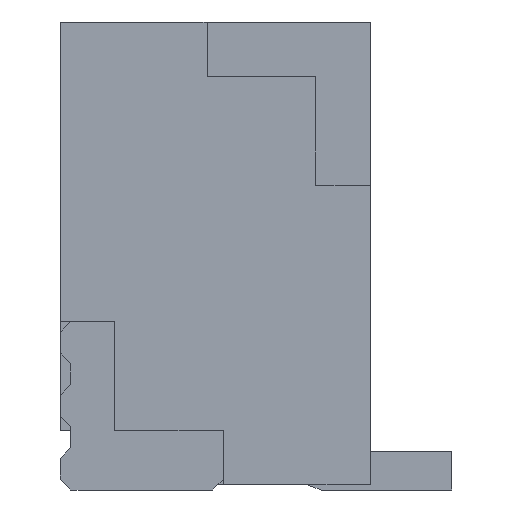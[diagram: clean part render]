
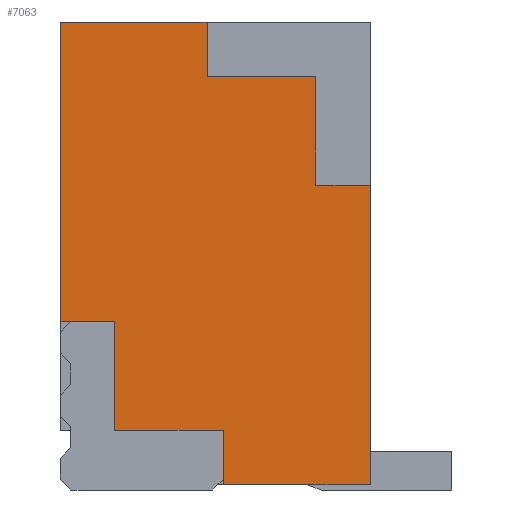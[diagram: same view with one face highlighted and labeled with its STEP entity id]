
A CAD part, left-side view. The second image highlights one B-rep face of the part: STEP entity #7063.
In plain terms, the highlighted planar face has unit normal (-1, 0, 0).
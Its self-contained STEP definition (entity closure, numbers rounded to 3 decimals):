
#246=FACE_OUTER_BOUND('',#622,.T.);
#622=EDGE_LOOP('',(#5478,#5479,#5480,#5481,#5482,#5483,#5484,#5485,#5486,
#5487,#5488,#5489));
#1233=LINE('',#10183,#2204);
#1263=LINE('',#10243,#2234);
#1315=LINE('',#10349,#2286);
#1322=LINE('',#10362,#2293);
#1325=LINE('',#10367,#2296);
#1327=LINE('',#10371,#2298);
#1330=LINE('',#10379,#2301);
#1334=LINE('',#10387,#2305);
#1337=LINE('',#10393,#2308);
#1340=LINE('',#10398,#2311);
#1392=LINE('',#10501,#2363);
#1393=LINE('',#10503,#2364);
#2204=VECTOR('',#8357,2.75);
#2234=VECTOR('',#8403,1.35);
#2286=VECTOR('',#8487,0.5);
#2293=VECTOR('',#8500,0.5);
#2296=VECTOR('',#8505,1.);
#2298=VECTOR('',#8511,1.);
#2301=VECTOR('',#8518,0.5);
#2305=VECTOR('',#8524,1.);
#2308=VECTOR('',#8529,1.);
#2311=VECTOR('',#8534,0.5);
#2363=VECTOR('',#8590,1.35);
#2364=VECTOR('',#8593,2.75);
#3030=VERTEX_POINT('',#10180);
#3031=VERTEX_POINT('',#10182);
#3048=VERTEX_POINT('',#10231);
#3090=VERTEX_POINT('',#10346);
#3091=VERTEX_POINT('',#10348);
#3094=VERTEX_POINT('',#10360);
#3095=VERTEX_POINT('',#10365);
#3097=VERTEX_POINT('',#10377);
#3098=VERTEX_POINT('',#10378);
#3101=VERTEX_POINT('',#10386);
#3103=VERTEX_POINT('',#10392);
#3153=VERTEX_POINT('',#10499);
#3823=EDGE_CURVE('',#3031,#3030,#1233,.T.);
#3853=EDGE_CURVE('',#3048,#3031,#1263,.T.);
#3905=EDGE_CURVE('',#3091,#3090,#1315,.T.);
#3912=EDGE_CURVE('',#3030,#3094,#1322,.T.);
#3915=EDGE_CURVE('',#3094,#3095,#1325,.T.);
#3917=EDGE_CURVE('',#3095,#3091,#1327,.T.);
#3920=EDGE_CURVE('',#3097,#3098,#1330,.T.);
#3924=EDGE_CURVE('',#3098,#3101,#1334,.T.);
#3927=EDGE_CURVE('',#3101,#3103,#1337,.T.);
#3930=EDGE_CURVE('',#3103,#3048,#1340,.T.);
#3982=EDGE_CURVE('',#3090,#3153,#1392,.T.);
#3983=EDGE_CURVE('',#3153,#3097,#1393,.T.);
#5478=ORIENTED_EDGE('',*,*,#3912,.T.);
#5479=ORIENTED_EDGE('',*,*,#3915,.T.);
#5480=ORIENTED_EDGE('',*,*,#3917,.T.);
#5481=ORIENTED_EDGE('',*,*,#3905,.T.);
#5482=ORIENTED_EDGE('',*,*,#3982,.T.);
#5483=ORIENTED_EDGE('',*,*,#3983,.T.);
#5484=ORIENTED_EDGE('',*,*,#3920,.T.);
#5485=ORIENTED_EDGE('',*,*,#3924,.T.);
#5486=ORIENTED_EDGE('',*,*,#3927,.T.);
#5487=ORIENTED_EDGE('',*,*,#3930,.T.);
#5488=ORIENTED_EDGE('',*,*,#3853,.T.);
#5489=ORIENTED_EDGE('',*,*,#3823,.T.);
#6497=PLANE('',#7425);
#7063=ADVANCED_FACE('',(#246),#6497,.T.);
#7425=AXIS2_PLACEMENT_3D('',#10502,#8591,#8592);
#8357=DIRECTION('',(0.,0.,-1.));
#8403=DIRECTION('',(0.,1.,0.));
#8487=DIRECTION('',(0.,0.,-1.));
#8500=DIRECTION('',(0.,-1.,0.));
#8505=DIRECTION('',(0.,0.,-1.));
#8511=DIRECTION('',(0.,-1.,0.));
#8518=DIRECTION('',(0.,1.,0.));
#8524=DIRECTION('',(0.,0.,1.));
#8529=DIRECTION('',(0.,1.,0.));
#8534=DIRECTION('',(0.,0.,1.));
#8590=DIRECTION('',(0.,-1.,0.));
#8591=DIRECTION('center_axis',(-1.,0.,0.));
#8592=DIRECTION('ref_axis',(0.,0.,1.));
#8593=DIRECTION('',(0.,0.,1.));
#10180=CARTESIAN_POINT('',(-6.5,2.9,1.5));
#10182=CARTESIAN_POINT('',(-6.5,2.9,4.25));
#10183=CARTESIAN_POINT('',(-6.5,2.9,4.25));
#10231=CARTESIAN_POINT('',(-6.5,1.55,4.25));
#10243=CARTESIAN_POINT('',(-6.5,0.05,4.25));
#10346=CARTESIAN_POINT('',(-6.5,1.4,0.));
#10348=CARTESIAN_POINT('',(-6.5,1.4,0.5));
#10349=CARTESIAN_POINT('',(-6.5,1.4,0.986));
#10360=CARTESIAN_POINT('',(-6.5,2.4,1.5));
#10362=CARTESIAN_POINT('',(-6.5,1.931,1.5));
#10365=CARTESIAN_POINT('',(-6.5,2.4,0.5));
#10367=CARTESIAN_POINT('',(-6.5,2.4,1.236));
#10371=CARTESIAN_POINT('',(-6.5,1.431,0.5));
#10377=CARTESIAN_POINT('',(-6.5,0.05,2.75));
#10378=CARTESIAN_POINT('',(-6.5,0.55,2.75));
#10379=CARTESIAN_POINT('',(-6.5,1.006,2.75));
#10386=CARTESIAN_POINT('',(-6.5,0.55,3.75));
#10387=CARTESIAN_POINT('',(-6.5,0.55,2.861));
#10392=CARTESIAN_POINT('',(-6.5,1.55,3.75));
#10393=CARTESIAN_POINT('',(-6.5,1.506,3.75));
#10398=CARTESIAN_POINT('',(-6.5,1.55,3.111));
#10499=CARTESIAN_POINT('',(-6.5,0.05,0.));
#10501=CARTESIAN_POINT('',(-6.5,2.4,0.));
#10502=CARTESIAN_POINT('Origin',(-6.5,1.463,1.972));
#10503=CARTESIAN_POINT('',(-6.5,0.05,0.));
